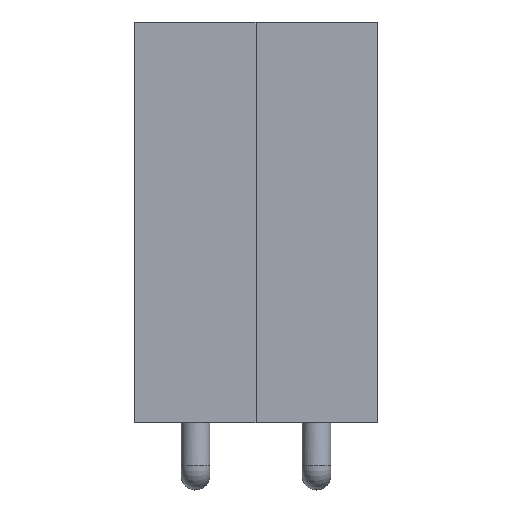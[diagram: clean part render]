
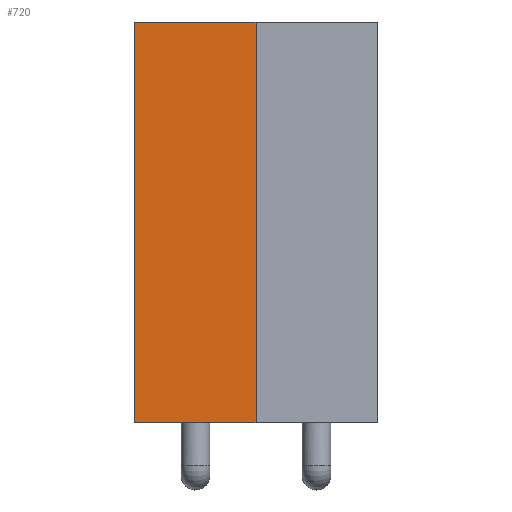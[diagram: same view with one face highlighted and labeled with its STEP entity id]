
A CAD part, top view. The second image highlights one B-rep face of the part: STEP entity #720.
In plain terms, the highlighted face is planar.
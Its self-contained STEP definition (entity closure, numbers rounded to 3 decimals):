
#720=ADVANCED_FACE('',(#1275),#1277,.T.);
#1275=FACE_BOUND('',#1276,.T.);
#1276=EDGE_LOOP('',(#1703,#1704,#1705,#1706));
#1277=PLANE('',#1278);
#1278=AXIS2_PLACEMENT_3D('',#1279,#1280,#1281);
#1279=CARTESIAN_POINT('',(-1.27,-1.27,0.));
#1280=DIRECTION('',(0.,-1.,0.));
#1281=DIRECTION('',(1.,0.,0.));
#1703=ORIENTED_EDGE('',*,*,#1920,.T.);
#1704=ORIENTED_EDGE('',*,*,#1908,.T.);
#1705=ORIENTED_EDGE('',*,*,#1904,.F.);
#1706=ORIENTED_EDGE('',*,*,#1918,.F.);
#1904=EDGE_CURVE('',#2207,#2202,#2209,.T.);
#1908=EDGE_CURVE('',#2216,#2202,#2217,.T.);
#1918=EDGE_CURVE('',#2233,#2207,#2235,.T.);
#1920=EDGE_CURVE('',#2233,#2216,#2237,.T.);
#2202=VERTEX_POINT('',#2899);
#2207=VERTEX_POINT('',#2908);
#2209=LINE('',#2912,#2913);
#2216=VERTEX_POINT('',#2927);
#2217=LINE('',#2928,#2929);
#2233=VERTEX_POINT('',#2962);
#2235=LINE('',#2966,#2967);
#2237=LINE('',#2972,#2973);
#2899=CARTESIAN_POINT('',(1.27,-1.27,8.4));
#2908=CARTESIAN_POINT('',(-1.27,-1.27,8.4));
#2912=CARTESIAN_POINT('',(-1.27,-1.27,8.4));
#2913=VECTOR('',#2914,1.);
#2914=DIRECTION('',(1.,0.,0.));
#2927=CARTESIAN_POINT('',(1.27,-1.27,0.));
#2928=CARTESIAN_POINT('',(1.27,-1.27,0.));
#2929=VECTOR('',#2930,1.);
#2930=DIRECTION('',(0.,0.,1.));
#2962=CARTESIAN_POINT('',(-1.27,-1.27,0.));
#2966=CARTESIAN_POINT('',(-1.27,-1.27,0.));
#2967=VECTOR('',#2968,1.);
#2968=DIRECTION('',(0.,0.,1.));
#2972=CARTESIAN_POINT('',(-1.27,-1.27,0.));
#2973=VECTOR('',#2974,1.);
#2974=DIRECTION('',(1.,0.,0.));
